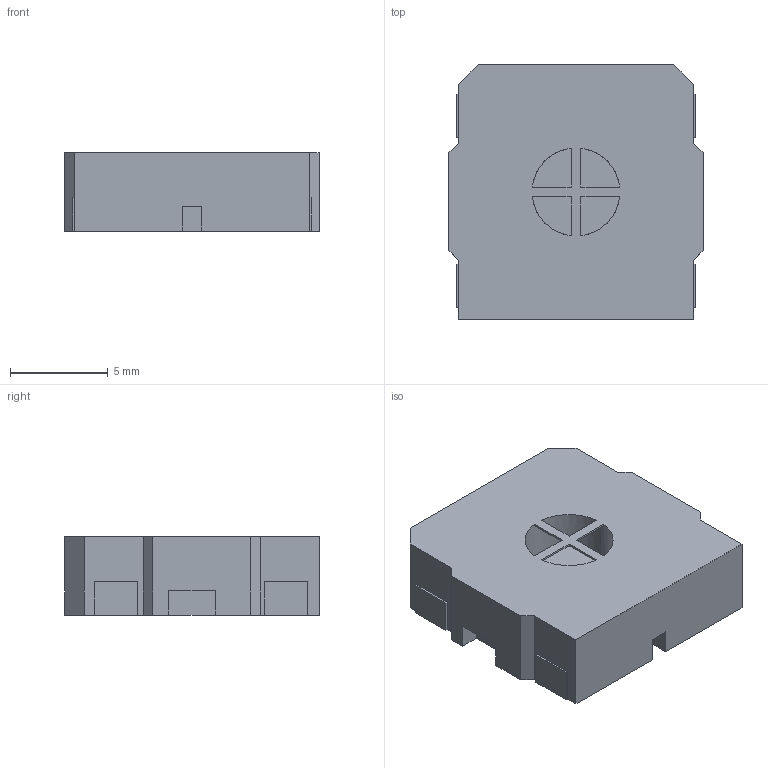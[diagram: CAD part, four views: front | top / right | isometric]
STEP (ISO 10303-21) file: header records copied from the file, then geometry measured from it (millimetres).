
FILE_DESCRIPTION(('FreeCAD Model'),'2;1');
FILE_NAME('Compound.step','2016-10-15T20:14:23',('Author') ,(''),'Open CASCADE STEP processor 6.8','FreeCAD','Unknown');
FILE_SCHEMA(('AUTOMOTIVE_DESIGN_CC2 { 1 2 10303 214 -1 1 5 4 }'));
Length unit declared in the file: millimetre
Products named in the file (2): ASSEMBLY; Compound
Assembly tree (1 placements, depth 2):
  ASSEMBLY
    Compound
Bounding box: 13 x 13 x 4 mm (x, y, z)
Volume: 580.8 mm3; surface area: 756.2 mm2
Topology: 2 solids, 2 shells, 85 faces, 234 edges, 156 vertices
Faces by surface type: plane 69, cylinder 16
Entity records: 8215 total; most frequent: CARTESIAN_POINT 3033, DIRECTION 808, LINE 542, VECTOR 542, ORIENTED_EDGE 468, PCURVE 468, DEFINITIONAL_REPRESENTATION 468, EDGE_CURVE 234
